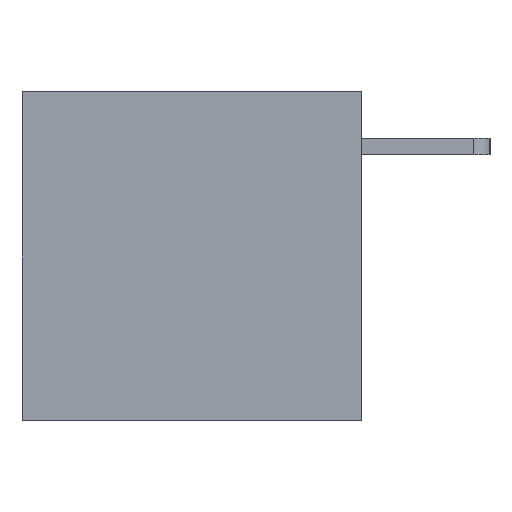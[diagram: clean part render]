
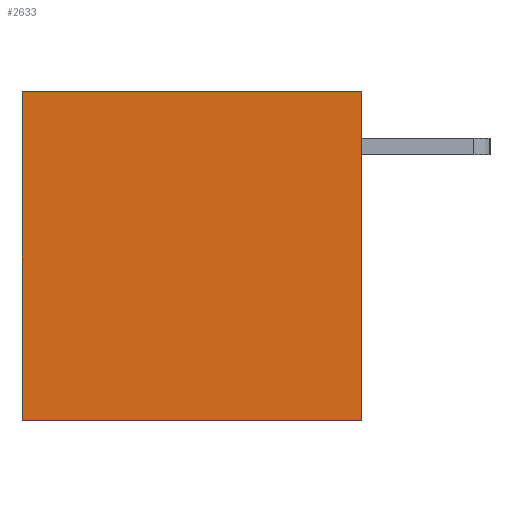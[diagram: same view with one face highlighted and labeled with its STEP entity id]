
A CAD part, left-side view. The second image highlights one B-rep face of the part: STEP entity #2633.
In plain terms, the highlighted planar face has unit normal (-1, 0, 0).
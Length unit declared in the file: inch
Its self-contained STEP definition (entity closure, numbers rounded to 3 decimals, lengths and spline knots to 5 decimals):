
#31 = DIRECTION ( 'NONE',  ( 0., 0., -1. ) ) ;
#172 = DIRECTION ( 'NONE',  ( 0., -1., 0. ) ) ;
#211 = DIRECTION ( 'NONE',  ( 1., 0., 0. ) ) ;
#230 = VECTOR ( 'NONE', #2494, 39.37008 ) ;
#250 = VERTEX_POINT ( 'NONE', #1241 ) ;
#467 = FACE_OUTER_BOUND ( 'NONE', #689, .T. ) ;
#689 = EDGE_LOOP ( 'NONE', ( #925, #1341, #1709, #1483 ) ) ;
#693 = PLANE ( 'NONE',  #2673 ) ;
#822 = VECTOR ( 'NONE', #172, 39.37008 ) ;
#872 = CARTESIAN_POINT ( 'NONE',  ( -0.15, 0.48819, -0.23622 ) ) ;
#899 = VERTEX_POINT ( 'NONE', #2715 ) ;
#925 = ORIENTED_EDGE ( 'NONE', *, *, #2233, .T. ) ;
#962 = VERTEX_POINT ( 'NONE', #2004 ) ;
#1150 = CARTESIAN_POINT ( 'NONE',  ( -0.15, 0.48819, 0.23622 ) ) ;
#1200 = LINE ( 'NONE', #2079, #2416 ) ;
#1216 = VERTEX_POINT ( 'NONE', #2640 ) ;
#1241 = CARTESIAN_POINT ( 'NONE',  ( -0.15, 0.48819, -0.23622 ) ) ;
#1334 = EDGE_CURVE ( 'NONE', #899, #1216, #2668, .T. ) ;
#1341 = ORIENTED_EDGE ( 'NONE', *, *, #1334, .F. ) ;
#1483 = ORIENTED_EDGE ( 'NONE', *, *, #2164, .T. ) ;
#1571 = CARTESIAN_POINT ( 'NONE',  ( -0.15, 0.48819, 0.23622 ) ) ;
#1596 = CARTESIAN_POINT ( 'NONE',  ( -0.15, 0.48819, 0.23622 ) ) ;
#1709 = ORIENTED_EDGE ( 'NONE', *, *, #2554, .F. ) ;
#1724 = VECTOR ( 'NONE', #2438, 39.37008 ) ;
#1787 = LINE ( 'NONE', #1571, #230 ) ;
#1831 = DIRECTION ( 'NONE',  ( 0., 0., 1. ) ) ;
#2004 = CARTESIAN_POINT ( 'NONE',  ( -0.15, 0., -0.23622 ) ) ;
#2079 = CARTESIAN_POINT ( 'NONE',  ( -0.15, 0., 0.23622 ) ) ;
#2164 = EDGE_CURVE ( 'NONE', #250, #962, #2191, .T. ) ;
#2191 = LINE ( 'NONE', #872, #822 ) ;
#2233 = EDGE_CURVE ( 'NONE', #962, #1216, #1200, .T. ) ;
#2416 = VECTOR ( 'NONE', #1831, 39.37008 ) ;
#2438 = DIRECTION ( 'NONE',  ( 0., -1., 0. ) ) ;
#2494 = DIRECTION ( 'NONE',  ( 0., 0., 1. ) ) ;
#2554 = EDGE_CURVE ( 'NONE', #250, #899, #1787, .T. ) ;
#2633 = ADVANCED_FACE ( 'NONE', ( #467 ), #693, .F. ) ;
#2640 = CARTESIAN_POINT ( 'NONE',  ( -0.15, 0., 0.23622 ) ) ;
#2668 = LINE ( 'NONE', #1150, #1724 ) ;
#2673 = AXIS2_PLACEMENT_3D ( 'NONE', #1596, #211, #31 ) ;
#2715 = CARTESIAN_POINT ( 'NONE',  ( -0.15, 0.48819, 0.23622 ) ) ;
